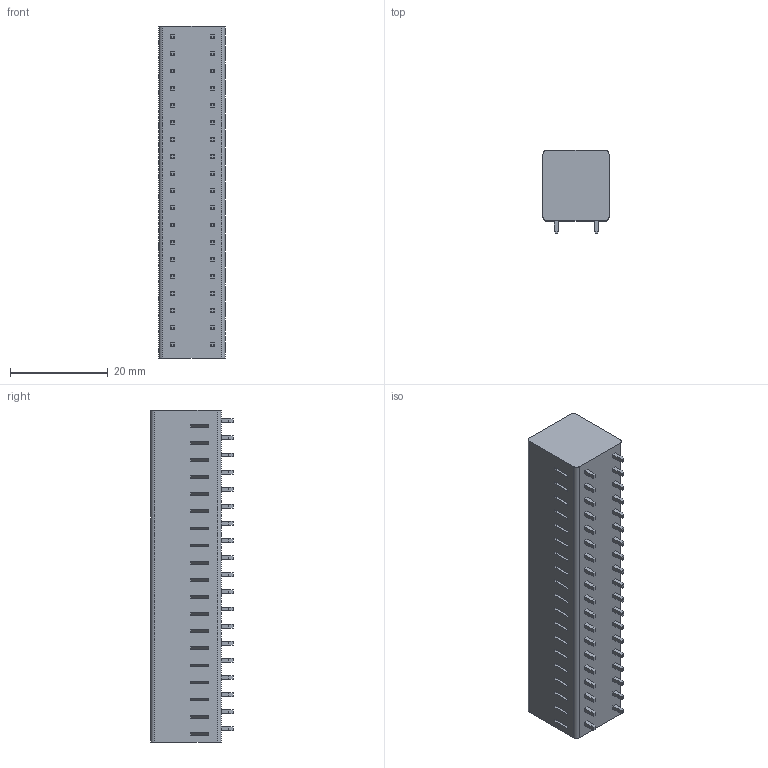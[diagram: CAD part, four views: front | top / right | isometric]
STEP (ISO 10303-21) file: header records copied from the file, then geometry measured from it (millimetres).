
FILE_DESCRIPTION((''),'2;1');
FILE_NAME('PRT0005','2024-09-24T',('sj'),(''),'PRO/ENGINEER BY PARAMETRIC TECHNOLOGY CORPORATION, 2013240','PRO/ENGINEER BY PARAMETRIC TECHNOLOGY CORPORATION, 2013240','');
FILE_SCHEMA(('AUTOMOTIVE_DESIGN_CC2 { 1 2 10303 214 -1 1 5 2 }'));
Length unit declared in the file: millimetre
Products named in the file (1): PRT0005
Bounding box: 13.5 x 16.9 x 67.9 mm (x, y, z)
Volume: 12641.1 mm3; surface area: 5139.7 mm2
Topology: 1 solids, 1 shells, 1296 faces, 3185 edges, 2024 vertices
Faces by surface type: plane 690, cylinder 401, bspline 110, torus 57, cone 38
Entity records: 42709 total; most frequent: CARTESIAN_POINT 12747, ORIENTED_EDGE 6370, DIRECTION 5909, EDGE_CURVE 3185, VERTEX_POINT 2024, AXIS2_PLACEMENT_3D 1988, VECTOR 1933, LINE 1933
